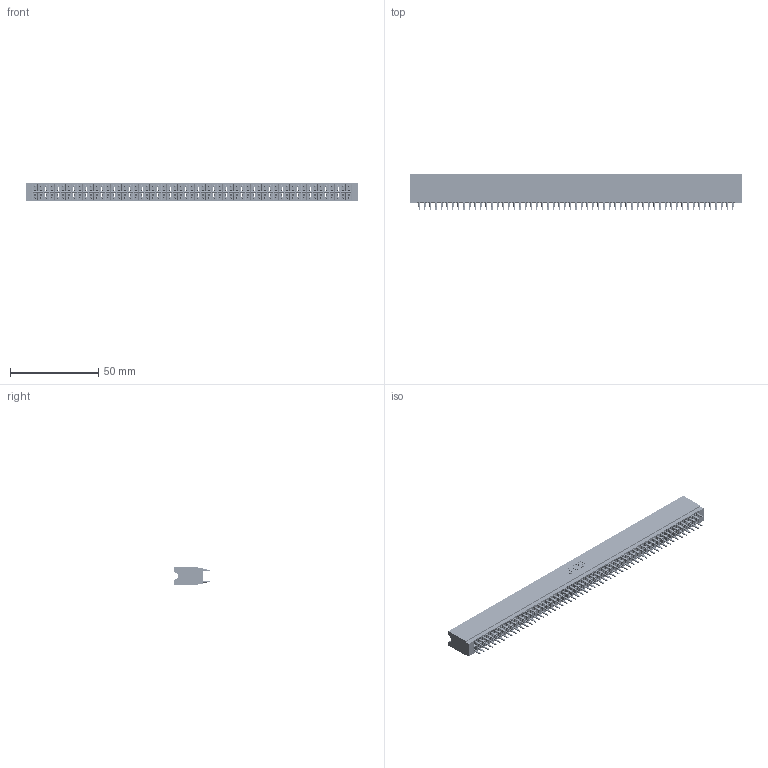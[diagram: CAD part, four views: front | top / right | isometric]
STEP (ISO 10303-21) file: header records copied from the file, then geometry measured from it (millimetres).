
FILE_DESCRIPTION (( 'STEP AP203' ), '1' );
FILE_NAME ('746-114-560-206.STEP', '2026-03-05T01:53:01', ( '' ), ( '' ), 'SwSTEP 2.0', 'SolidWorks 2023', '' );
FILE_SCHEMA (( 'CONFIG_CONTROL_DESIGN' ));
Length unit declared in the file: millimetre
Products named in the file (3): 746-292-001_560; 746-114-560-206; 746 Part_.515 Slot Depth - 06
Assembly tree (115 placements, depth 2):
  746-114-560-206
    746 Part_.515 Slot Depth - 06
    746-292-001_560  x114
Bounding box: 188.21 x 20.82 x 9.91 mm (x, y, z)
Volume: 20449.9 mm3; surface area: 35015.3 mm2
Topology: 115 solids, 115 shells, 10871 faces, 30247 edges, 19384 vertices
Faces by surface type: plane 5414, cylinder 2493, bspline 2280, torus 684
Entity records: 86050 total; most frequent: CARTESIAN_POINT 16972, ORIENTED_EDGE 14842, DIRECTION 12373, EDGE_CURVE 7421, LINE 6659, VECTOR 6659, VERTEX_POINT 4920, AXIS2_PLACEMENT_3D 2857
